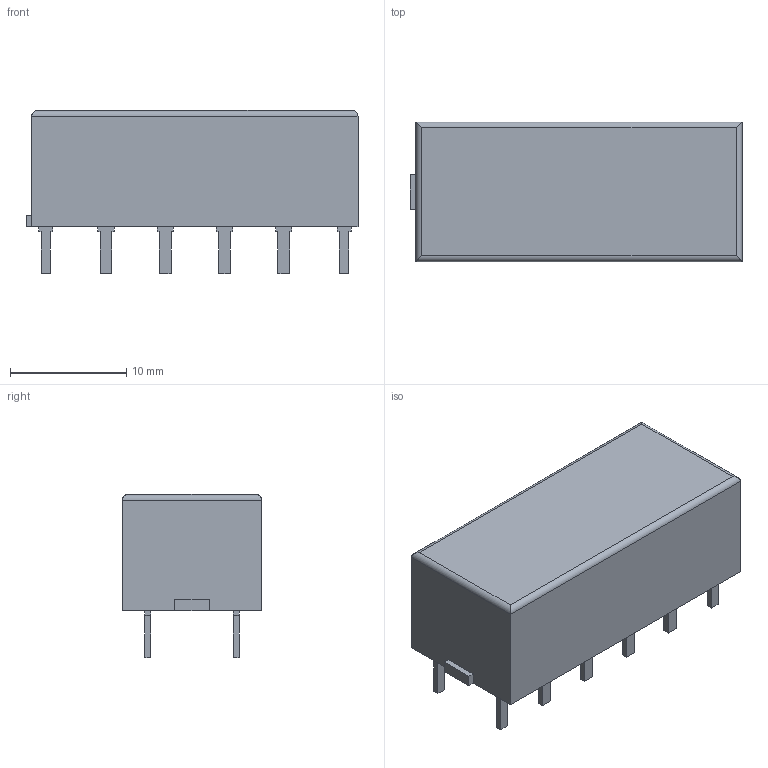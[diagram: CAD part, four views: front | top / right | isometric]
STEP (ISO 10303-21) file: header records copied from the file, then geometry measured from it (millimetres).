
FILE_DESCRIPTION( ( '' ), ' ' );
FILE_NAME( '5cf4dcf3ee4f491727aa09c9.step', '2019-06-03T08:40:20', ( '' ), ( '' ), ' ', ' ', ' ' );
FILE_SCHEMA( ( 'AUTOMOTIVE_DESIGN { 1 0 10303 214 1 1 1 1 }' ) );
Length unit declared in the file: metre
Products named in the file (1): Panasonic S4EB-12V
Bounding box: 28.5 x 12 x 14 mm (x, y, z)
Volume: 3380.6 mm3; surface area: 1599.7 mm2
Topology: 1 solids, 1 shells, 146 faces, 392 edges, 260 vertices
Faces by surface type: plane 142, cylinder 4
Entity records: 5652 total; most frequent: CARTESIAN_POINT 799, ORIENTED_EDGE 784, DIRECTION 690, EDGE_CURVE 392, LINE 388, VECTOR 388, VERTEX_POINT 260, EDGE_LOOP 158
